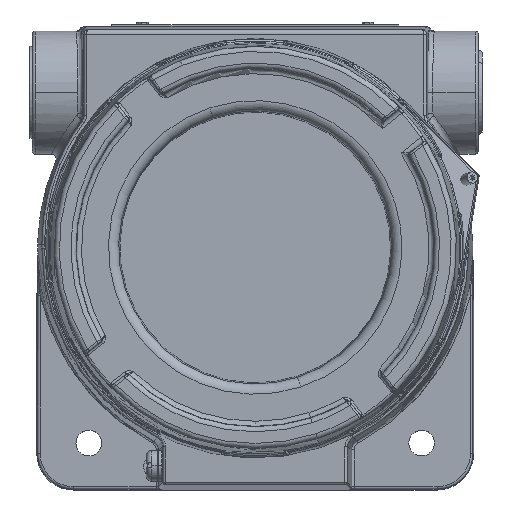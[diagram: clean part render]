
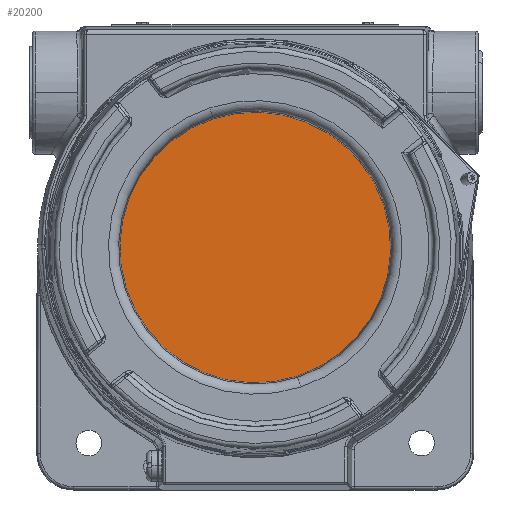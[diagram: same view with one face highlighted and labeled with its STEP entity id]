
A CAD part, top view. The second image highlights one B-rep face of the part: STEP entity #20200.
In plain terms, the highlighted planar face has unit normal (0, 0, 1).
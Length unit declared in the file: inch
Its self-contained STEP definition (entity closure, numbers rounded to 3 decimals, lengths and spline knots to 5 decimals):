
#663 = ORIENTED_EDGE ( 'NONE', *, *, #129354, .F. ) ;
#1028 = ORIENTED_EDGE ( 'NONE', *, *, #39125, .F. ) ;
#11933 = DIRECTION ( 'NONE',  ( -0.151, 0.989, 0. ) ) ;
#14740 = FACE_OUTER_BOUND ( 'NONE', #18753, .T. ) ;
#18753 = EDGE_LOOP ( 'NONE', ( #1028, #663 ) ) ;
#20200 = ADVANCED_FACE ( 'NONE', ( #14740 ), #96955, .F. ) ;
#33597 = CARTESIAN_POINT ( 'NONE',  ( 0., 0., 3.562 ) ) ;
#36779 = AXIS2_PLACEMENT_3D ( 'NONE', #130278, #88424, #11933 ) ;
#39125 = EDGE_CURVE ( 'NONE', #88956, #45831, #115866, .T. ) ;
#45831 = VERTEX_POINT ( 'NONE', #75360 ) ;
#56900 = DIRECTION ( 'NONE',  ( -0.151, 0.989, 0. ) ) ;
#57166 = AXIS2_PLACEMENT_3D ( 'NONE', #33597, #76062, #67625 ) ;
#58999 = CIRCLE ( 'NONE', #36779, 2.031 ) ;
#67625 = DIRECTION ( 'NONE',  ( -0.151, 0.989, 0. ) ) ;
#75360 = CARTESIAN_POINT ( 'NONE',  ( 0.30569, -2.00786, 3.562 ) ) ;
#76062 = DIRECTION ( 'NONE',  ( 0., 0., -1. ) ) ;
#88424 = DIRECTION ( 'NONE',  ( 0., 0., -1. ) ) ;
#88956 = VERTEX_POINT ( 'NONE', #91799 ) ;
#91799 = CARTESIAN_POINT ( 'NONE',  ( -0.30569, 2.00786, 3.562 ) ) ;
#96955 = PLANE ( 'NONE',  #57166 ) ;
#97350 = DIRECTION ( 'NONE',  ( 0., 0., -1. ) ) ;
#100073 = CARTESIAN_POINT ( 'NONE',  ( 0., 0., 3.562 ) ) ;
#115866 = CIRCLE ( 'NONE', #118048, 2.031 ) ;
#118048 = AXIS2_PLACEMENT_3D ( 'NONE', #100073, #97350, #56900 ) ;
#129354 = EDGE_CURVE ( 'NONE', #45831, #88956, #58999, .T. ) ;
#130278 = CARTESIAN_POINT ( 'NONE',  ( 0., 0., 3.562 ) ) ;
